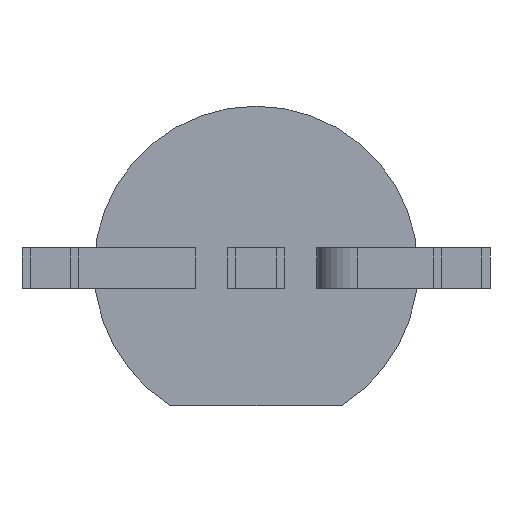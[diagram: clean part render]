
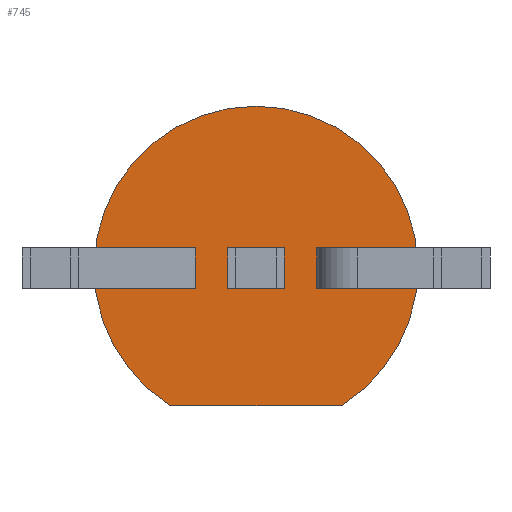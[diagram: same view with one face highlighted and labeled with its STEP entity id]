
A CAD part, front view. The second image highlights one B-rep face of the part: STEP entity #745.
In plain terms, the highlighted planar face has unit normal (0, -1, 0).
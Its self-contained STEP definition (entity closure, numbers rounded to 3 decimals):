
#7 = EDGE_CURVE ( 'NONE', #725, #1403, #1404, .T. ) ;
#48 = VERTEX_POINT ( 'NONE', #3347 ) ;
#66 = ORIENTED_EDGE ( 'NONE', *, *, #1458, .F. ) ;
#85 = EDGE_CURVE ( 'NONE', #1792, #1558, #818, .T. ) ;
#86 = DIRECTION ( 'NONE',  ( 0., 1., 0. ) ) ;
#88 = CIRCLE ( 'NONE', #2164, 2. ) ;
#90 = EDGE_LOOP ( 'NONE', ( #66, #1298, #1007, #1946 ) ) ;
#172 = EDGE_LOOP ( 'NONE', ( #264, #521, #1144, #3166 ) ) ;
#254 = VECTOR ( 'NONE', #1343, 1000. ) ;
#264 = ORIENTED_EDGE ( 'NONE', *, *, #729, .F. ) ;
#274 = EDGE_LOOP ( 'NONE', ( #2290, #905, #694, #2843 ) ) ;
#288 = ORIENTED_EDGE ( 'NONE', *, *, #2312, .F. ) ;
#296 = CARTESIAN_POINT ( 'NONE',  ( -1.25, 0., -0.25 ) ) ;
#390 = EDGE_CURVE ( 'NONE', #922, #725, #572, .T. ) ;
#400 = CARTESIAN_POINT ( 'NONE',  ( 0., 0., 0.25 ) ) ;
#404 = CARTESIAN_POINT ( 'NONE',  ( -1.054, 0., -1.7 ) ) ;
#409 = DIRECTION ( 'NONE',  ( 1., 0., 0. ) ) ;
#423 = DIRECTION ( 'NONE',  ( 1., 0., 0. ) ) ;
#481 = VERTEX_POINT ( 'NONE', #3559 ) ;
#485 = FACE_BOUND ( 'NONE', #274, .T. ) ;
#521 = ORIENTED_EDGE ( 'NONE', *, *, #2469, .F. ) ;
#572 = LINE ( 'NONE', #906, #1746 ) ;
#601 = VECTOR ( 'NONE', #2996, 1000. ) ;
#624 = DIRECTION ( 'NONE',  ( 0., 0., 1. ) ) ;
#625 = EDGE_CURVE ( 'NONE', #481, #781, #1146, .T. ) ;
#682 = LINE ( 'NONE', #2647, #1004 ) ;
#686 = CARTESIAN_POINT ( 'NONE',  ( 1.25, 0., -0.25 ) ) ;
#694 = ORIENTED_EDGE ( 'NONE', *, *, #2890, .F. ) ;
#725 = VERTEX_POINT ( 'NONE', #1533 ) ;
#729 = EDGE_CURVE ( 'NONE', #1160, #481, #2686, .T. ) ;
#733 = VERTEX_POINT ( 'NONE', #1592 ) ;
#745 = ADVANCED_FACE ( 'NONE', ( #1511, #485, #1863, #2092 ), #2422, .F. ) ;
#758 = DIRECTION ( 'NONE',  ( 0., 0., 1. ) ) ;
#781 = VERTEX_POINT ( 'NONE', #3479 ) ;
#804 = VECTOR ( 'NONE', #3282, 1000. ) ;
#816 = EDGE_CURVE ( 'NONE', #733, #2029, #1949, .T. ) ;
#818 = LINE ( 'NONE', #877, #3002 ) ;
#855 = CARTESIAN_POINT ( 'NONE',  ( 0.25, 0., 0. ) ) ;
#877 = CARTESIAN_POINT ( 'NONE',  ( 0., 0., -0.25 ) ) ;
#905 = ORIENTED_EDGE ( 'NONE', *, *, #390, .F. ) ;
#906 = CARTESIAN_POINT ( 'NONE',  ( 0., 0., -0.25 ) ) ;
#922 = VERTEX_POINT ( 'NONE', #1239 ) ;
#999 = CARTESIAN_POINT ( 'NONE',  ( -0.25, 0., 0. ) ) ;
#1004 = VECTOR ( 'NONE', #423, 1000. ) ;
#1007 = ORIENTED_EDGE ( 'NONE', *, *, #1445, .F. ) ;
#1026 = LINE ( 'NONE', #2332, #601 ) ;
#1038 = LINE ( 'NONE', #3279, #254 ) ;
#1039 = CARTESIAN_POINT ( 'NONE',  ( 0., 0., 0. ) ) ;
#1083 = CARTESIAN_POINT ( 'NONE',  ( 1.25, 0., 0. ) ) ;
#1119 = CARTESIAN_POINT ( 'NONE',  ( 0.75, 0., 0.25 ) ) ;
#1132 = EDGE_CURVE ( 'NONE', #2781, #48, #682, .T. ) ;
#1144 = ORIENTED_EDGE ( 'NONE', *, *, #3371, .F. ) ;
#1146 = LINE ( 'NONE', #400, #1753 ) ;
#1154 = LINE ( 'NONE', #2561, #2114 ) ;
#1160 = VERTEX_POINT ( 'NONE', #1521 ) ;
#1161 = VECTOR ( 'NONE', #624, 1000. ) ;
#1178 = CARTESIAN_POINT ( 'NONE',  ( 0., 0., 0. ) ) ;
#1239 = CARTESIAN_POINT ( 'NONE',  ( -0.25, 0., -0.25 ) ) ;
#1285 = AXIS2_PLACEMENT_3D ( 'NONE', #1039, #2140, #758 ) ;
#1298 = ORIENTED_EDGE ( 'NONE', *, *, #85, .F. ) ;
#1343 = DIRECTION ( 'NONE',  ( 1., 0., 0. ) ) ;
#1380 = ORIENTED_EDGE ( 'NONE', *, *, #2521, .F. ) ;
#1390 = VERTEX_POINT ( 'NONE', #1596 ) ;
#1403 = VERTEX_POINT ( 'NONE', #1852 ) ;
#1404 = LINE ( 'NONE', #855, #804 ) ;
#1445 = EDGE_CURVE ( 'NONE', #2029, #1792, #1026, .T. ) ;
#1449 = EDGE_LOOP ( 'NONE', ( #1380, #2124, #288 ) ) ;
#1452 = CARTESIAN_POINT ( 'NONE',  ( 0., 0., 0. ) ) ;
#1458 = EDGE_CURVE ( 'NONE', #1558, #733, #1613, .T. ) ;
#1472 = VECTOR ( 'NONE', #1574, 1000. ) ;
#1511 = FACE_BOUND ( 'NONE', #90, .T. ) ;
#1521 = CARTESIAN_POINT ( 'NONE',  ( -0.75, 0., -0.25 ) ) ;
#1531 = CIRCLE ( 'NONE', #3548, 2. ) ;
#1533 = CARTESIAN_POINT ( 'NONE',  ( 0.25, 0., -0.25 ) ) ;
#1558 = VERTEX_POINT ( 'NONE', #686 ) ;
#1574 = DIRECTION ( 'NONE',  ( 0., 0., -1. ) ) ;
#1592 = CARTESIAN_POINT ( 'NONE',  ( 1.25, 0., 0.25 ) ) ;
#1596 = CARTESIAN_POINT ( 'NONE',  ( 0., 0., 2. ) ) ;
#1611 = CARTESIAN_POINT ( 'NONE',  ( 0., 0., 0.25 ) ) ;
#1613 = LINE ( 'NONE', #1083, #1161 ) ;
#1660 = VECTOR ( 'NONE', #2940, 1000. ) ;
#1666 = DIRECTION ( 'NONE',  ( -1., 0., 0. ) ) ;
#1746 = VECTOR ( 'NONE', #409, 1000. ) ;
#1753 = VECTOR ( 'NONE', #3107, 1000. ) ;
#1792 = VERTEX_POINT ( 'NONE', #2045 ) ;
#1843 = CARTESIAN_POINT ( 'NONE',  ( -0.25, 0., 0.25 ) ) ;
#1852 = CARTESIAN_POINT ( 'NONE',  ( 0.25, 0., 0.25 ) ) ;
#1863 = FACE_BOUND ( 'NONE', #172, .T. ) ;
#1946 = ORIENTED_EDGE ( 'NONE', *, *, #816, .F. ) ;
#1949 = LINE ( 'NONE', #1611, #2615 ) ;
#2029 = VERTEX_POINT ( 'NONE', #1119 ) ;
#2045 = CARTESIAN_POINT ( 'NONE',  ( 0.75, 0., -0.25 ) ) ;
#2092 = FACE_OUTER_BOUND ( 'NONE', #1449, .T. ) ;
#2114 = VECTOR ( 'NONE', #3366, 1000. ) ;
#2124 = ORIENTED_EDGE ( 'NONE', *, *, #1132, .T. ) ;
#2139 = VECTOR ( 'NONE', #2907, 1000. ) ;
#2140 = DIRECTION ( 'NONE',  ( 0., 1., 0. ) ) ;
#2164 = AXIS2_PLACEMENT_3D ( 'NONE', #1178, #86, #3136 ) ;
#2245 = DIRECTION ( 'NONE',  ( 1., 0., 0. ) ) ;
#2290 = ORIENTED_EDGE ( 'NONE', *, *, #7, .F. ) ;
#2312 = EDGE_CURVE ( 'NONE', #1390, #48, #1531, .T. ) ;
#2327 = DIRECTION ( 'NONE',  ( 0., 1., 0. ) ) ;
#2332 = CARTESIAN_POINT ( 'NONE',  ( 0.75, 0., 0. ) ) ;
#2422 = PLANE ( 'NONE',  #1285 ) ;
#2469 = EDGE_CURVE ( 'NONE', #3499, #1160, #1038, .T. ) ;
#2521 = EDGE_CURVE ( 'NONE', #2781, #1390, #88, .T. ) ;
#2561 = CARTESIAN_POINT ( 'NONE',  ( 0., 0., 0.25 ) ) ;
#2615 = VECTOR ( 'NONE', #1666, 1000. ) ;
#2647 = CARTESIAN_POINT ( 'NONE',  ( -1.054, 0., -1.7 ) ) ;
#2686 = LINE ( 'NONE', #2980, #2139 ) ;
#2781 = VERTEX_POINT ( 'NONE', #404 ) ;
#2843 = ORIENTED_EDGE ( 'NONE', *, *, #3339, .F. ) ;
#2890 = EDGE_CURVE ( 'NONE', #3396, #922, #3251, .T. ) ;
#2907 = DIRECTION ( 'NONE',  ( 0., 0., 1. ) ) ;
#2940 = DIRECTION ( 'NONE',  ( 0., 0., -1. ) ) ;
#2980 = CARTESIAN_POINT ( 'NONE',  ( -0.75, 0., 0. ) ) ;
#2996 = DIRECTION ( 'NONE',  ( 0., 0., -1. ) ) ;
#3002 = VECTOR ( 'NONE', #2245, 1000. ) ;
#3107 = DIRECTION ( 'NONE',  ( -1., 0., 0. ) ) ;
#3136 = DIRECTION ( 'NONE',  ( 0., 0., 1. ) ) ;
#3166 = ORIENTED_EDGE ( 'NONE', *, *, #625, .F. ) ;
#3239 = LINE ( 'NONE', #3522, #1660 ) ;
#3251 = LINE ( 'NONE', #999, #1472 ) ;
#3279 = CARTESIAN_POINT ( 'NONE',  ( 0., 0., -0.25 ) ) ;
#3282 = DIRECTION ( 'NONE',  ( 0., 0., 1. ) ) ;
#3339 = EDGE_CURVE ( 'NONE', #1403, #3396, #1154, .T. ) ;
#3347 = CARTESIAN_POINT ( 'NONE',  ( 1.054, 0., -1.7 ) ) ;
#3366 = DIRECTION ( 'NONE',  ( -1., 0., 0. ) ) ;
#3371 = EDGE_CURVE ( 'NONE', #781, #3499, #3239, .T. ) ;
#3393 = DIRECTION ( 'NONE',  ( 0., 0., 1. ) ) ;
#3396 = VERTEX_POINT ( 'NONE', #1843 ) ;
#3479 = CARTESIAN_POINT ( 'NONE',  ( -1.25, 0., 0.25 ) ) ;
#3499 = VERTEX_POINT ( 'NONE', #296 ) ;
#3522 = CARTESIAN_POINT ( 'NONE',  ( -1.25, 0., 0. ) ) ;
#3548 = AXIS2_PLACEMENT_3D ( 'NONE', #1452, #2327, #3393 ) ;
#3559 = CARTESIAN_POINT ( 'NONE',  ( -0.75, 0., 0.25 ) ) ;
